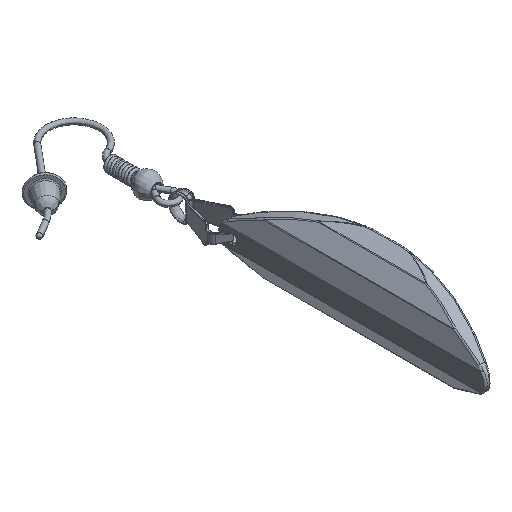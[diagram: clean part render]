
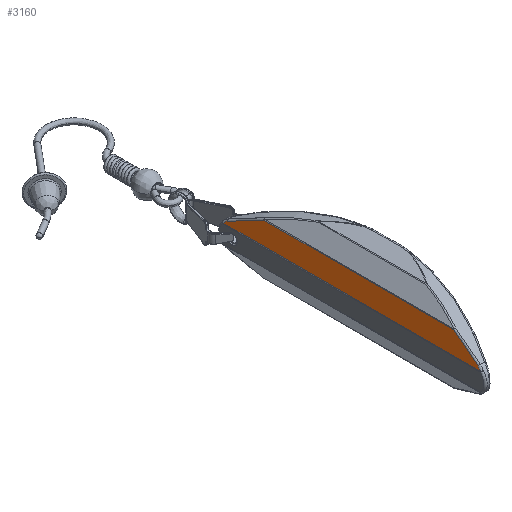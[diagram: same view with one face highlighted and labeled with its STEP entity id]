
A CAD part, isometric view. The second image highlights one B-rep face of the part: STEP entity #3160.
In plain terms, the highlighted free-form (B-spline) face has degree [1, 1] with [2, 2] control points.
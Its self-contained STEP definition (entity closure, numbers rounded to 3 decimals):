
#3035 = VERTEX_POINT('',#3036);
#3036 = CARTESIAN_POINT('',(1.614,-18.794,
    4.967));
#3063 = EDGE_CURVE('',#3035,#3064,#3066,.T.);
#3064 = VERTEX_POINT('',#3065);
#3065 = CARTESIAN_POINT('',(0.444,-24.821,2.354
    ));
#3066 = B_SPLINE_CURVE_WITH_KNOTS('',3,(#3067,#3068,#3069,#3070,#3071,
    #3072),.UNSPECIFIED.,.F.,.F.,(4,1,1,4),(0.,0.333,
    0.667,1.),.UNSPECIFIED.);
#3067 = CARTESIAN_POINT('',(1.614,-18.794,
    4.967));
#3068 = CARTESIAN_POINT('',(1.517,-19.39,
    4.749));
#3069 = CARTESIAN_POINT('',(1.303,-20.636,
    4.272));
#3070 = CARTESIAN_POINT('',(0.926,-22.609,3.43)
  );
#3071 = CARTESIAN_POINT('',(0.615,-24.067,
    2.736));
#3072 = CARTESIAN_POINT('',(0.444,-24.821,2.354
    ));
#3114 = VERTEX_POINT('',#3115);
#3115 = CARTESIAN_POINT('',(0.219,-25.497,
    1.851));
#3123 = EDGE_CURVE('',#3064,#3114,#3124,.T.);
#3124 = B_SPLINE_CURVE_WITH_KNOTS('',3,(#3125,#3126,#3127,#3128,#3129,
    #3130),.UNSPECIFIED.,.F.,.F.,(4,1,1,4),(0.,0.333,
    0.667,1.),.UNSPECIFIED.);
#3125 = CARTESIAN_POINT('',(0.444,-24.821,2.354
    ));
#3126 = CARTESIAN_POINT('',(0.425,-24.906,2.311)
  );
#3127 = CARTESIAN_POINT('',(0.383,-25.068,
    2.216));
#3128 = CARTESIAN_POINT('',(0.309,-25.29,
    2.052));
#3129 = CARTESIAN_POINT('',(0.251,-25.43,1.922
    ));
#3130 = CARTESIAN_POINT('',(0.219,-25.497,
    1.851));
#3160 = ADVANCED_FACE('',(#3161),#3198,.T.);
#3161 = FACE_BOUND('',#3162,.F.);
#3162 = EDGE_LOOP('',(#3163,#3170,#3180,#3191,#3196,#3197));
#3163 = ORIENTED_EDGE('',*,*,#3164,.F.);
#3164 = EDGE_CURVE('',#3165,#3114,#3167,.T.);
#3165 = VERTEX_POINT('',#3166);
#3166 = CARTESIAN_POINT('',(0.219,25.497,1.851
    ));
#3167 = B_SPLINE_CURVE_WITH_KNOTS('',1,(#3168,#3169),.UNSPECIFIED.,.F.,
  .F.,(2,2),(0.,36.036),.PIECEWISE_BEZIER_KNOTS.);
#3168 = CARTESIAN_POINT('',(0.219,25.497,1.851
    ));
#3169 = CARTESIAN_POINT('',(0.219,-25.497,
    1.851));
#3170 = ORIENTED_EDGE('',*,*,#3171,.T.);
#3171 = EDGE_CURVE('',#3165,#3172,#3174,.T.);
#3172 = VERTEX_POINT('',#3173);
#3173 = CARTESIAN_POINT('',(0.444,24.821,2.354
    ));
#3174 = B_SPLINE_CURVE_WITH_KNOTS('',3,(#3175,#3176,#3177,#3178,#3179),
  .UNSPECIFIED.,.F.,.F.,(4,1,4),(0.,0.5,1.),.QUASI_UNIFORM_KNOTS.);
#3175 = CARTESIAN_POINT('',(0.219,25.497,1.851
    ));
#3176 = CARTESIAN_POINT('',(0.258,25.414,1.938)
  );
#3177 = CARTESIAN_POINT('',(0.336,25.225,
    2.113));
#3178 = CARTESIAN_POINT('',(0.411,24.969,2.279
    ));
#3179 = CARTESIAN_POINT('',(0.444,24.821,2.354
    ));
#3180 = ORIENTED_EDGE('',*,*,#3181,.T.);
#3181 = EDGE_CURVE('',#3172,#3182,#3184,.T.);
#3182 = VERTEX_POINT('',#3183);
#3183 = CARTESIAN_POINT('',(1.614,18.793,4.967
    ));
#3184 = B_SPLINE_CURVE_WITH_KNOTS('',3,(#3185,#3186,#3187,#3188,#3189,
    #3190),.UNSPECIFIED.,.F.,.F.,(4,1,1,4),(0.,0.333,
    0.667,1.),.UNSPECIFIED.);
#3185 = CARTESIAN_POINT('',(0.444,24.821,2.354
    ));
#3186 = CARTESIAN_POINT('',(0.594,24.162,
    2.688));
#3187 = CARTESIAN_POINT('',(0.879,22.836,
    3.325));
#3188 = CARTESIAN_POINT('',(1.25,20.925,
    4.155));
#3189 = CARTESIAN_POINT('',(1.496,19.517,4.703
    ));
#3190 = CARTESIAN_POINT('',(1.614,18.793,4.967
    ));
#3191 = ORIENTED_EDGE('',*,*,#3192,.T.);
#3192 = EDGE_CURVE('',#3182,#3035,#3193,.T.);
#3193 = B_SPLINE_CURVE_WITH_KNOTS('',1,(#3194,#3195),.UNSPECIFIED.,.F.,
  .F.,(2,2),(-0.,26.562),.PIECEWISE_BEZIER_KNOTS.);
#3194 = CARTESIAN_POINT('',(1.614,18.793,4.967
    ));
#3195 = CARTESIAN_POINT('',(1.614,-18.794,
    4.967));
#3196 = ORIENTED_EDGE('',*,*,#3063,.T.);
#3197 = ORIENTED_EDGE('',*,*,#3123,.T.);
#3198 = B_SPLINE_SURFACE_WITH_KNOTS('',1,1,(
    (#3199,#3200)
    ,(#3201,#3202
    )),.UNSPECIFIED.,.F.,.F.,.F.,(2,2),(2,2),(0.053,
    2.466),(1.982,38.018),
  .PIECEWISE_BEZIER_KNOTS.);
#3199 = CARTESIAN_POINT('',(0.219,-25.497,
    1.851));
#3200 = CARTESIAN_POINT('',(0.219,25.497,
    1.851));
#3201 = CARTESIAN_POINT('',(1.614,-25.497,
    4.967));
#3202 = CARTESIAN_POINT('',(1.614,25.497,
    4.967));
